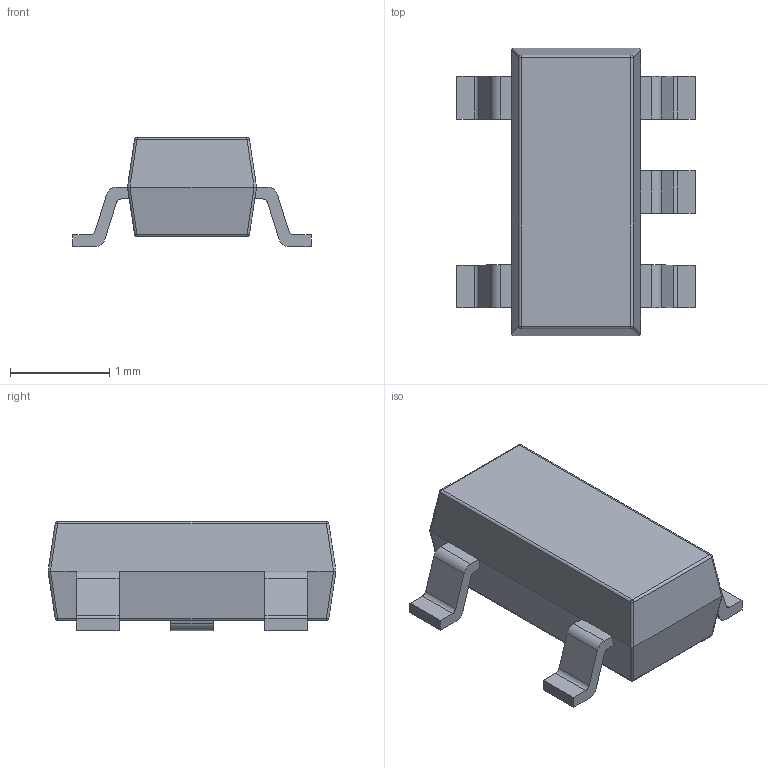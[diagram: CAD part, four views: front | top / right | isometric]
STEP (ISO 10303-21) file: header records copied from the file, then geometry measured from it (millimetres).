
FILE_DESCRIPTION(/* description */ (''),/* implementation_level */ '2;1');
FILE_NAME(/* name */ 'SOT23-5.step',/* time_stamp */ '2020-03-19T14:24:52+01:00',/* author */ (''),/* organization */ (''),/* preprocessor_version */ 'ST-DEVELOPER v18',/* originating_system */ 'Autodesk Translation Framework v8.12.0.6',/* authorisation */ '');
FILE_SCHEMA (('AUTOMOTIVE_DESIGN { 1 0 10303 214 3 1 1 }'));
Length unit declared in the file: millimetre
Products named in the file (4): IC17; User_Library-SOT23-5-5; User_Library-SOT23-5-5_SOT23-5_BODY; User_Library-SOT23-5-5_SOT23_LEG
Assembly tree (7 placements, depth 3):
  IC17
    User_Library-SOT23-5-5
      User_Library-SOT23-5-5_SOT23-5_BODY
      User_Library-SOT23-5-5_SOT23_LEG  x5
Bounding box: 2.4 x 2.9 x 1.1 mm (x, y, z)
Volume: 3.7 mm3; surface area: 21.3 mm2
Topology: 6 solids, 6 shells, 129 faces, 317 edges, 192 vertices
Faces by surface type: plane 85, cylinder 36, sphere 4, bspline 4
Entity records: 2174 total; most frequent: CARTESIAN_POINT 405, DIRECTION 361, ORIENTED_EDGE 330, EDGE_CURVE 165, LINE 129, VECTOR 129, AXIS2_PLACEMENT_3D 116, VERTEX_POINT 96
